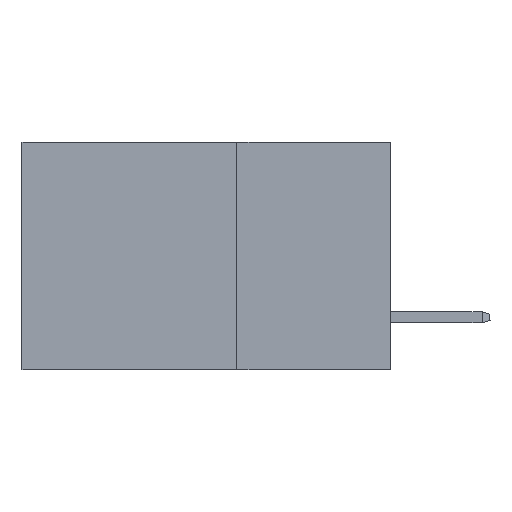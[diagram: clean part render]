
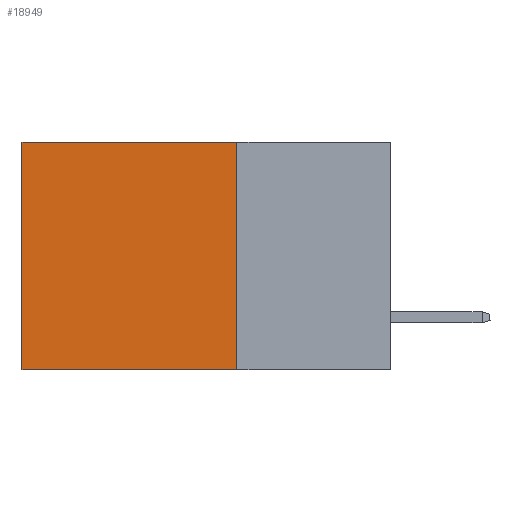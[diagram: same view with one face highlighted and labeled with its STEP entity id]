
A CAD part, left-side view. The second image highlights one B-rep face of the part: STEP entity #18949.
In plain terms, the highlighted planar face has unit normal (-1, 0, 0).
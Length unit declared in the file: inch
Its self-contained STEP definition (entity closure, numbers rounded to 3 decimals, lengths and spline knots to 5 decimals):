
#912 = VERTEX_POINT ( 'NONE', #15434 ) ;
#1033 = CARTESIAN_POINT ( 'NONE',  ( 0.2875, 0.25, 0. ) ) ;
#4198 = DIRECTION ( 'NONE',  ( 0., 1., 0. ) ) ;
#7706 = ORIENTED_EDGE ( 'NONE', *, *, #39852, .T. ) ;
#7873 = AXIS2_PLACEMENT_3D ( 'NONE', #1033, #32863, #14804 ) ;
#10396 = LINE ( 'NONE', #32757, #18196 ) ;
#10640 = ORIENTED_EDGE ( 'NONE', *, *, #42885, .T. ) ;
#14804 = DIRECTION ( 'NONE',  ( 0., 0., -1. ) ) ;
#15434 = CARTESIAN_POINT ( 'NONE',  ( 0.2875, 0.25, 0. ) ) ;
#17246 = CARTESIAN_POINT ( 'NONE',  ( 0.2875, 0.25, -0.37 ) ) ;
#18196 = VECTOR ( 'NONE', #4198, 39.37008 ) ;
#18405 = VECTOR ( 'NONE', #33113, 39.37008 ) ;
#18440 = CARTESIAN_POINT ( 'NONE',  ( 0.2875, 0.6, 0. ) ) ;
#18949 = ADVANCED_FACE ( 'NONE', ( #22386 ), #19029, .F. ) ;
#19029 = PLANE ( 'NONE',  #7873 ) ;
#19181 = VECTOR ( 'NONE', #37908, 39.37008 ) ;
#21506 = VECTOR ( 'NONE', #25248, 39.37008 ) ;
#21659 = CARTESIAN_POINT ( 'NONE',  ( 0.2875, 0.25, -0.37 ) ) ;
#22386 = FACE_OUTER_BOUND ( 'NONE', #25769, .T. ) ;
#23080 = LINE ( 'NONE', #26897, #19181 ) ;
#23382 = ORIENTED_EDGE ( 'NONE', *, *, #44988, .F. ) ;
#25248 = DIRECTION ( 'NONE',  ( 0., 1., 0. ) ) ;
#25769 = EDGE_LOOP ( 'NONE', ( #7706, #31053, #23382, #10640 ) ) ;
#25852 = CARTESIAN_POINT ( 'NONE',  ( 0.2875, 0.6, 0. ) ) ;
#26812 = LINE ( 'NONE', #25852, #18405 ) ;
#26897 = CARTESIAN_POINT ( 'NONE',  ( 0.2875, 0.25, 0. ) ) ;
#28115 = CARTESIAN_POINT ( 'NONE',  ( 0.2875, 0.6, -0.37 ) ) ;
#30747 = VERTEX_POINT ( 'NONE', #18440 ) ;
#31053 = ORIENTED_EDGE ( 'NONE', *, *, #44099, .F. ) ;
#32757 = CARTESIAN_POINT ( 'NONE',  ( 0.2875, 0.25, 0. ) ) ;
#32863 = DIRECTION ( 'NONE',  ( 1., 0., 0. ) ) ;
#33113 = DIRECTION ( 'NONE',  ( 0., 0., -1. ) ) ;
#37908 = DIRECTION ( 'NONE',  ( 0., 0., -1. ) ) ;
#38360 = LINE ( 'NONE', #21659, #21506 ) ;
#39852 = EDGE_CURVE ( 'NONE', #30747, #40922, #26812, .T. ) ;
#40922 = VERTEX_POINT ( 'NONE', #28115 ) ;
#42885 = EDGE_CURVE ( 'NONE', #912, #30747, #10396, .T. ) ;
#44099 = EDGE_CURVE ( 'NONE', #45232, #40922, #38360, .T. ) ;
#44988 = EDGE_CURVE ( 'NONE', #912, #45232, #23080, .T. ) ;
#45232 = VERTEX_POINT ( 'NONE', #17246 ) ;
